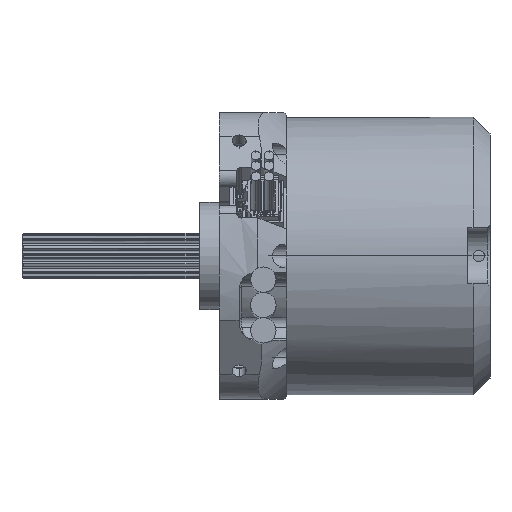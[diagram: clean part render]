
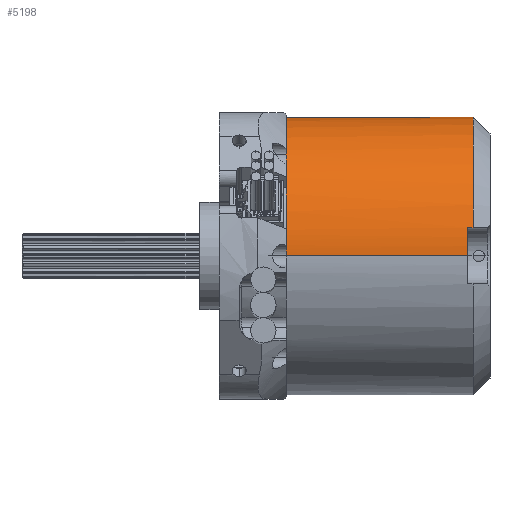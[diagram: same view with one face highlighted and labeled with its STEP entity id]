
A CAD part, top view. The second image highlights one B-rep face of the part: STEP entity #5198.
In plain terms, the highlighted cylindrical face has radius 24.65 mm (diameter 49.3 mm), a partial arc.
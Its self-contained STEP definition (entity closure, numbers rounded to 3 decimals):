
#20 = AXIS2_PLACEMENT_3D ( 'NONE', #36115, #36518, #2352 ) ;
#449 = DIRECTION ( 'NONE',  ( 1., 0., 0. ) ) ;
#889 = CARTESIAN_POINT ( 'NONE',  ( 11.85, 18.686, 16.076 ) ) ;
#987 = EDGE_CURVE ( 'NONE', #31073, #8839, #9148, .T. ) ;
#1014 = DIRECTION ( 'NONE',  ( 0., 0., 1. ) ) ;
#1179 = DIRECTION ( 'NONE',  ( 0., 1., 0. ) ) ;
#1327 = DIRECTION ( 'NONE',  ( -1., 0., 0. ) ) ;
#1777 = ORIENTED_EDGE ( 'NONE', *, *, #28992, .T. ) ;
#2352 = DIRECTION ( 'NONE',  ( 0., 1., 0. ) ) ;
#2526 = CIRCLE ( 'NONE', #11467, 24.65 ) ;
#3102 = CARTESIAN_POINT ( 'NONE',  ( 11.85, 0., 0. ) ) ;
#3185 = AXIS2_PLACEMENT_3D ( 'NONE', #3102, #24068, #39273 ) ;
#3265 = EDGE_CURVE ( 'NONE', #22563, #32405, #9464, .T. ) ;
#3402 = AXIS2_PLACEMENT_3D ( 'NONE', #17286, #38479, #32857 ) ;
#4893 = ORIENTED_EDGE ( 'NONE', *, *, #32328, .T. ) ;
#5198 = ADVANCED_FACE ( 'NONE', ( #25176 ), #7022, .T. ) ;
#5274 = CIRCLE ( 'NONE', #20562, 24.65 ) ;
#6211 = CIRCLE ( 'NONE', #28519, 24.65 ) ;
#6355 = CARTESIAN_POINT ( 'NONE',  ( 11.85, 0., 0. ) ) ;
#6363 = VERTEX_POINT ( 'NONE', #10406 ) ;
#7014 = ORIENTED_EDGE ( 'NONE', *, *, #30725, .F. ) ;
#7022 = CYLINDRICAL_SURFACE ( 'NONE', #27415, 24.65 ) ;
#7060 = ORIENTED_EDGE ( 'NONE', *, *, #23219, .T. ) ;
#7273 = AXIS2_PLACEMENT_3D ( 'NONE', #28015, #15227, #34212 ) ;
#7364 = VECTOR ( 'NONE', #13954, 1000. ) ;
#7850 = ORIENTED_EDGE ( 'NONE', *, *, #3265, .T. ) ;
#8075 = VERTEX_POINT ( 'NONE', #31062 ) ;
#8202 = ORIENTED_EDGE ( 'NONE', *, *, #23358, .T. ) ;
#8356 = CARTESIAN_POINT ( 'NONE',  ( 37.5, 5., -24.138 ) ) ;
#8766 = DIRECTION ( 'NONE',  ( 1., 0., 0. ) ) ;
#8839 = VERTEX_POINT ( 'NONE', #21324 ) ;
#9148 = CIRCLE ( 'NONE', #3402, 24.65 ) ;
#9464 = CIRCLE ( 'NONE', #20931, 24.65 ) ;
#9762 = VERTEX_POINT ( 'NONE', #19581 ) ;
#9836 = DIRECTION ( 'NONE',  ( 0., 1., 0. ) ) ;
#10095 = VECTOR ( 'NONE', #32482, 1000. ) ;
#10189 = CIRCLE ( 'NONE', #3185, 24.65 ) ;
#10406 = CARTESIAN_POINT ( 'NONE',  ( 11.85, 13.856, 20.387 ) ) ;
#10542 = AXIS2_PLACEMENT_3D ( 'NONE', #12759, #37344, #1179 ) ;
#10743 = ORIENTED_EDGE ( 'NONE', *, *, #987, .T. ) ;
#11130 = LINE ( 'NONE', #8356, #23448 ) ;
#11182 = AXIS2_PLACEMENT_3D ( 'NONE', #36172, #27170, #20974 ) ;
#11467 = AXIS2_PLACEMENT_3D ( 'NONE', #13293, #1327, #13504 ) ;
#12293 = EDGE_CURVE ( 'NONE', #6363, #22563, #39135, .T. ) ;
#12459 = EDGE_CURVE ( 'NONE', #37201, #19664, #29567, .T. ) ;
#12528 = DIRECTION ( 'NONE',  ( 0., 1., 0. ) ) ;
#12759 = CARTESIAN_POINT ( 'NONE',  ( 11.85, 0., 0. ) ) ;
#12813 = CARTESIAN_POINT ( 'NONE',  ( 11.85, 1.846, 24.581 ) ) ;
#13168 = CARTESIAN_POINT ( 'NONE',  ( 11.85, 0., -24.65 ) ) ;
#13293 = CARTESIAN_POINT ( 'NONE',  ( 45., 0., 0. ) ) ;
#13504 = DIRECTION ( 'NONE',  ( 0., 0., 1. ) ) ;
#13937 = CARTESIAN_POINT ( 'NONE',  ( 11.85, 1.846, -24.581 ) ) ;
#13954 = DIRECTION ( 'NONE',  ( -1., 0., 0. ) ) ;
#14458 = VERTEX_POINT ( 'NONE', #23390 ) ;
#14917 = VERTEX_POINT ( 'NONE', #13168 ) ;
#14927 = CARTESIAN_POINT ( 'NONE',  ( 11.85, 0., 0. ) ) ;
#15227 = DIRECTION ( 'NONE',  ( 1., 0., 0. ) ) ;
#15503 = CARTESIAN_POINT ( 'NONE',  ( 44., 5., -24.138 ) ) ;
#16760 = LINE ( 'NONE', #29147, #7364 ) ;
#16932 = CARTESIAN_POINT ( 'NONE',  ( 11.85, 16.076, 18.686 ) ) ;
#17286 = CARTESIAN_POINT ( 'NONE',  ( 11.85, 0., 0. ) ) ;
#17459 = EDGE_CURVE ( 'NONE', #33579, #36687, #11130, .T. ) ;
#17966 = CIRCLE ( 'NONE', #38399, 24.65 ) ;
#19028 = CARTESIAN_POINT ( 'NONE',  ( 12.6, 0., 24.65 ) ) ;
#19124 = CIRCLE ( 'NONE', #20, 24.65 ) ;
#19351 = CARTESIAN_POINT ( 'NONE',  ( 44., 0., 0. ) ) ;
#19581 = CARTESIAN_POINT ( 'NONE',  ( 11.85, 18.686, -16.076 ) ) ;
#19664 = VERTEX_POINT ( 'NONE', #16932 ) ;
#20040 = EDGE_CURVE ( 'NONE', #37747, #33579, #2526, .T. ) ;
#20562 = AXIS2_PLACEMENT_3D ( 'NONE', #19351, #38134, #22941 ) ;
#20786 = EDGE_CURVE ( 'NONE', #22971, #36687, #19124, .T. ) ;
#20931 = AXIS2_PLACEMENT_3D ( 'NONE', #6355, #8766, #12528 ) ;
#20974 = DIRECTION ( 'NONE',  ( 0., 1., 0. ) ) ;
#21029 = ORIENTED_EDGE ( 'NONE', *, *, #20040, .T. ) ;
#21324 = CARTESIAN_POINT ( 'NONE',  ( 11.85, 16.076, -18.686 ) ) ;
#22436 = CARTESIAN_POINT ( 'NONE',  ( 11.85, 0., 0. ) ) ;
#22452 = LINE ( 'NONE', #19028, #31282 ) ;
#22563 = VERTEX_POINT ( 'NONE', #23838 ) ;
#22815 = ORIENTED_EDGE ( 'NONE', *, *, #38103, .T. ) ;
#22941 = DIRECTION ( 'NONE',  ( 0., 1., 0. ) ) ;
#22971 = VERTEX_POINT ( 'NONE', #25203 ) ;
#22983 = CARTESIAN_POINT ( 'NONE',  ( 45., 5., 24.138 ) ) ;
#23219 = EDGE_CURVE ( 'NONE', #19664, #6363, #33517, .T. ) ;
#23313 = LINE ( 'NONE', #35511, #10095 ) ;
#23358 = EDGE_CURVE ( 'NONE', #14917, #31073, #27756, .T. ) ;
#23390 = CARTESIAN_POINT ( 'NONE',  ( 44., 5., 24.138 ) ) ;
#23448 = VECTOR ( 'NONE', #32691, 1000. ) ;
#23838 = CARTESIAN_POINT ( 'NONE',  ( 11.85, 4.618, 24.214 ) ) ;
#24068 = DIRECTION ( 'NONE',  ( 1., 0., 0. ) ) ;
#24649 = ORIENTED_EDGE ( 'NONE', *, *, #12293, .T. ) ;
#24662 = EDGE_CURVE ( 'NONE', #22971, #14917, #16760, .T. ) ;
#25176 = FACE_OUTER_BOUND ( 'NONE', #31050, .T. ) ;
#25203 = CARTESIAN_POINT ( 'NONE',  ( 44., 0., -24.65 ) ) ;
#26022 = CARTESIAN_POINT ( 'NONE',  ( 11.85, 0., 24.65 ) ) ;
#26699 = ORIENTED_EDGE ( 'NONE', *, *, #17459, .T. ) ;
#27026 = EDGE_CURVE ( 'NONE', #8839, #9762, #6211, .T. ) ;
#27170 = DIRECTION ( 'NONE',  ( 1., 0., 0. ) ) ;
#27415 = AXIS2_PLACEMENT_3D ( 'NONE', #31362, #37769, #1014 ) ;
#27620 = ORIENTED_EDGE ( 'NONE', *, *, #24662, .T. ) ;
#27756 = CIRCLE ( 'NONE', #10542, 24.65 ) ;
#28015 = CARTESIAN_POINT ( 'NONE',  ( 11.85, 0., 0. ) ) ;
#28519 = AXIS2_PLACEMENT_3D ( 'NONE', #14927, #39313, #29715 ) ;
#28840 = DIRECTION ( 'NONE',  ( -1., 0., 0. ) ) ;
#28992 = EDGE_CURVE ( 'NONE', #14458, #37747, #23313, .T. ) ;
#29147 = CARTESIAN_POINT ( 'NONE',  ( 12.6, 0., -24.65 ) ) ;
#29190 = VERTEX_POINT ( 'NONE', #26022 ) ;
#29567 = CIRCLE ( 'NONE', #34014, 24.65 ) ;
#29715 = DIRECTION ( 'NONE',  ( 0., 1., 0. ) ) ;
#30725 = EDGE_CURVE ( 'NONE', #8075, #29190, #22452, .T. ) ;
#31050 = EDGE_LOOP ( 'NONE', ( #34860, #27620, #8202, #10743, #33725, #4893, #31741, #7060, #24649, #7850, #22815, #7014, #33560, #1777, #21029, #26699 ) ) ;
#31062 = CARTESIAN_POINT ( 'NONE',  ( 44., 0., 24.65 ) ) ;
#31073 = VERTEX_POINT ( 'NONE', #13937 ) ;
#31282 = VECTOR ( 'NONE', #28840, 1000. ) ;
#31362 = CARTESIAN_POINT ( 'NONE',  ( 12.6, 0., 0. ) ) ;
#31741 = ORIENTED_EDGE ( 'NONE', *, *, #12459, .T. ) ;
#32328 = EDGE_CURVE ( 'NONE', #9762, #37201, #17966, .T. ) ;
#32405 = VERTEX_POINT ( 'NONE', #12813 ) ;
#32482 = DIRECTION ( 'NONE',  ( 1., 0., 0. ) ) ;
#32691 = DIRECTION ( 'NONE',  ( -1., 0., 0. ) ) ;
#32857 = DIRECTION ( 'NONE',  ( 0., 1., 0. ) ) ;
#32968 = EDGE_CURVE ( 'NONE', #14458, #8075, #5274, .T. ) ;
#33517 = CIRCLE ( 'NONE', #11182, 24.65 ) ;
#33560 = ORIENTED_EDGE ( 'NONE', *, *, #32968, .F. ) ;
#33579 = VERTEX_POINT ( 'NONE', #39473 ) ;
#33725 = ORIENTED_EDGE ( 'NONE', *, *, #27026, .T. ) ;
#34014 = AXIS2_PLACEMENT_3D ( 'NONE', #22436, #38009, #37816 ) ;
#34212 = DIRECTION ( 'NONE',  ( 0., 1., 0. ) ) ;
#34860 = ORIENTED_EDGE ( 'NONE', *, *, #20786, .F. ) ;
#35511 = CARTESIAN_POINT ( 'NONE',  ( 37.5, 5., 24.138 ) ) ;
#36115 = CARTESIAN_POINT ( 'NONE',  ( 44., 0., 0. ) ) ;
#36172 = CARTESIAN_POINT ( 'NONE',  ( 11.85, 0., 0. ) ) ;
#36518 = DIRECTION ( 'NONE',  ( 1., 0., 0. ) ) ;
#36687 = VERTEX_POINT ( 'NONE', #15503 ) ;
#37201 = VERTEX_POINT ( 'NONE', #889 ) ;
#37344 = DIRECTION ( 'NONE',  ( 1., 0., 0. ) ) ;
#37398 = CARTESIAN_POINT ( 'NONE',  ( 11.85, 0., 0. ) ) ;
#37747 = VERTEX_POINT ( 'NONE', #22983 ) ;
#37769 = DIRECTION ( 'NONE',  ( -1., 0., 0. ) ) ;
#37816 = DIRECTION ( 'NONE',  ( 0., 1., 0. ) ) ;
#38009 = DIRECTION ( 'NONE',  ( 1., 0., 0. ) ) ;
#38103 = EDGE_CURVE ( 'NONE', #32405, #29190, #10189, .T. ) ;
#38134 = DIRECTION ( 'NONE',  ( 1., 0., 0. ) ) ;
#38399 = AXIS2_PLACEMENT_3D ( 'NONE', #37398, #449, #9836 ) ;
#38479 = DIRECTION ( 'NONE',  ( 1., 0., 0. ) ) ;
#39135 = CIRCLE ( 'NONE', #7273, 24.65 ) ;
#39273 = DIRECTION ( 'NONE',  ( 0., 1., 0. ) ) ;
#39313 = DIRECTION ( 'NONE',  ( 1., 0., 0. ) ) ;
#39473 = CARTESIAN_POINT ( 'NONE',  ( 45., 5., -24.138 ) ) ;
